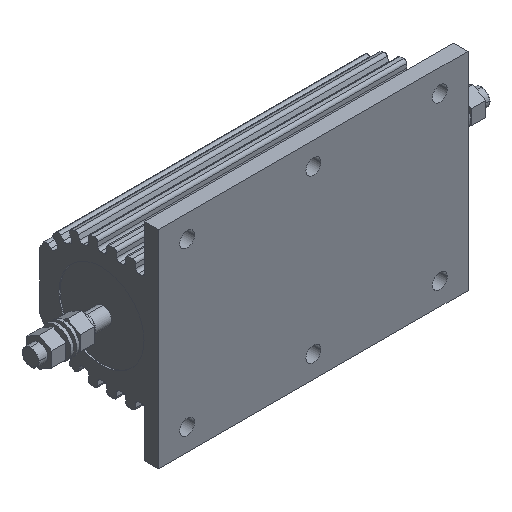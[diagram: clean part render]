
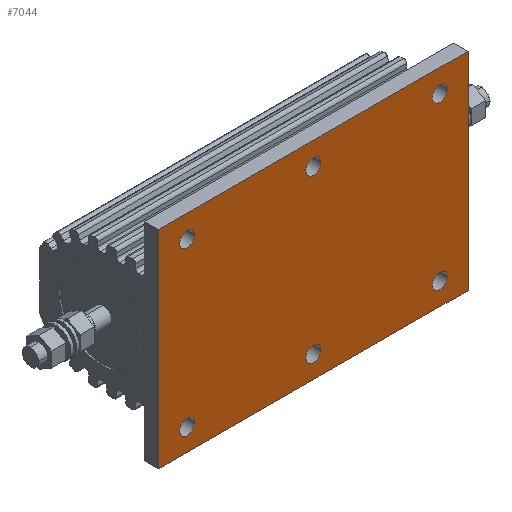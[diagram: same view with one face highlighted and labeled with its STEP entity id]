
A CAD part, isometric view. The second image highlights one B-rep face of the part: STEP entity #7044.
In plain terms, the highlighted planar face has unit normal (0, -1, 0).
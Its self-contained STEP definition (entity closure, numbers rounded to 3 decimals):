
#457=DIRECTION('',(0.,0.,-1.));
#458=VECTOR('',#457,73.);
#459=CARTESIAN_POINT('',(-54.45,0.,36.5));
#460=LINE('',#459,#458);
#1467=DIRECTION('',(0.,0.,1.));
#1468=VECTOR('',#1467,73.);
#1469=CARTESIAN_POINT('',(54.45,0.,-36.5));
#1470=LINE('',#1469,#1468);
#3320=DIRECTION('',(-1.,0.,0.));
#3321=VECTOR('',#3320,108.9);
#3322=CARTESIAN_POINT('',(54.45,0.,-36.5));
#3323=LINE('',#3322,#3321);
#3327=DIRECTION('',(1.,0.,0.));
#3328=VECTOR('',#3327,108.9);
#3329=CARTESIAN_POINT('',(-54.45,0.,36.5));
#3330=LINE('',#3329,#3328);
#3334=CARTESIAN_POINT('',(0.,0.,-28.6));
#3335=DIRECTION('',(0.,1.,0.));
#3336=DIRECTION('',(1.,0.,0.));
#3337=AXIS2_PLACEMENT_3D('',#3334,#3335,#3336);
#3342=CARTESIAN_POINT('',(0.,0.,-28.6));
#3343=DIRECTION('',(0.,1.,0.));
#3344=DIRECTION('',(-1.,0.,0.));
#3345=AXIS2_PLACEMENT_3D('',#3342,#3343,#3344);
#3350=CARTESIAN_POINT('',(0.,0.,28.6));
#3351=DIRECTION('',(0.,1.,0.));
#3352=DIRECTION('',(1.,0.,0.));
#3353=AXIS2_PLACEMENT_3D('',#3350,#3351,#3352);
#3358=CARTESIAN_POINT('',(0.,0.,28.6));
#3359=DIRECTION('',(0.,1.,0.));
#3360=DIRECTION('',(-1.,0.,0.));
#3361=AXIS2_PLACEMENT_3D('',#3358,#3359,#3360);
#3366=CARTESIAN_POINT('',(-44.5,0.,28.6));
#3367=DIRECTION('',(0.,1.,0.));
#3368=DIRECTION('',(1.,0.,0.));
#3369=AXIS2_PLACEMENT_3D('',#3366,#3367,#3368);
#3374=CARTESIAN_POINT('',(-44.5,0.,28.6));
#3375=DIRECTION('',(0.,1.,0.));
#3376=DIRECTION('',(-1.,0.,0.));
#3377=AXIS2_PLACEMENT_3D('',#3374,#3375,#3376);
#3382=CARTESIAN_POINT('',(-44.5,0.,-28.6));
#3383=DIRECTION('',(0.,1.,0.));
#3384=DIRECTION('',(1.,0.,0.));
#3385=AXIS2_PLACEMENT_3D('',#3382,#3383,#3384);
#3390=CARTESIAN_POINT('',(-44.5,0.,-28.6));
#3391=DIRECTION('',(0.,1.,0.));
#3392=DIRECTION('',(-1.,0.,0.));
#3393=AXIS2_PLACEMENT_3D('',#3390,#3391,#3392);
#3398=CARTESIAN_POINT('',(44.5,0.,-28.6));
#3399=DIRECTION('',(0.,1.,0.));
#3400=DIRECTION('',(1.,0.,0.));
#3401=AXIS2_PLACEMENT_3D('',#3398,#3399,#3400);
#3406=CARTESIAN_POINT('',(44.5,0.,-28.6));
#3407=DIRECTION('',(0.,1.,0.));
#3408=DIRECTION('',(-1.,0.,0.));
#3409=AXIS2_PLACEMENT_3D('',#3406,#3407,#3408);
#3414=CARTESIAN_POINT('',(44.5,0.,28.6));
#3415=DIRECTION('',(0.,1.,0.));
#3416=DIRECTION('',(1.,0.,0.));
#3417=AXIS2_PLACEMENT_3D('',#3414,#3415,#3416);
#3422=CARTESIAN_POINT('',(44.5,0.,28.6));
#3423=DIRECTION('',(0.,1.,0.));
#3424=DIRECTION('',(-1.,0.,0.));
#3425=AXIS2_PLACEMENT_3D('',#3422,#3423,#3424);
#3773=CARTESIAN_POINT('',(-54.45,0.,36.5));
#3774=CARTESIAN_POINT('',(54.45,0.,36.5));
#3775=VERTEX_POINT('',#3773);
#3776=VERTEX_POINT('',#3774);
#3777=CARTESIAN_POINT('',(54.45,0.,-36.5));
#3778=CARTESIAN_POINT('',(-54.45,0.,-36.5));
#3779=VERTEX_POINT('',#3777);
#3780=VERTEX_POINT('',#3778);
#3797=CARTESIAN_POINT('',(2.65,0.,-28.6));
#3798=CARTESIAN_POINT('',(-2.65,0.,-28.6));
#3799=VERTEX_POINT('',#3797);
#3800=VERTEX_POINT('',#3798);
#3801=CARTESIAN_POINT('',(2.65,0.,28.6));
#3802=CARTESIAN_POINT('',(-2.65,0.,28.6));
#3803=VERTEX_POINT('',#3801);
#3804=VERTEX_POINT('',#3802);
#3805=CARTESIAN_POINT('',(-41.85,0.,28.6));
#3806=CARTESIAN_POINT('',(-47.15,0.,28.6));
#3807=VERTEX_POINT('',#3805);
#3808=VERTEX_POINT('',#3806);
#3809=CARTESIAN_POINT('',(-41.85,0.,-28.6));
#3810=CARTESIAN_POINT('',(-47.15,0.,-28.6));
#3811=VERTEX_POINT('',#3809);
#3812=VERTEX_POINT('',#3810);
#4197=CARTESIAN_POINT('',(47.15,0.,-28.6));
#4198=CARTESIAN_POINT('',(41.85,0.,-28.6));
#4199=VERTEX_POINT('',#4197);
#4200=VERTEX_POINT('',#4198);
#4201=CARTESIAN_POINT('',(47.15,0.,28.6));
#4202=CARTESIAN_POINT('',(41.85,0.,28.6));
#4203=VERTEX_POINT('',#4201);
#4204=VERTEX_POINT('',#4202);
#6996=CARTESIAN_POINT('',(-54.45,0.,23.));
#6997=DIRECTION('',(0.,-1.,0.));
#6998=DIRECTION('',(0.,0.,-1.));
#6999=AXIS2_PLACEMENT_3D('',#6996,#6997,#6998);
#7000=PLANE('',#6999);
#7001=ORIENTED_EDGE('',*,*,#5360,.F.);
#7003=ORIENTED_EDGE('',*,*,#7002,.T.);
#7004=ORIENTED_EDGE('',*,*,#4560,.F.);
#7006=ORIENTED_EDGE('',*,*,#7005,.T.);
#7007=EDGE_LOOP('',(#7001,#7003,#7004,#7006));
#7008=FACE_OUTER_BOUND('',#7007,.F.);
#7009=ORIENTED_EDGE('',*,*,#6986,.F.);
#7011=ORIENTED_EDGE('',*,*,#7010,.F.);
#7012=EDGE_LOOP('',(#7009,#7011));
#7013=FACE_BOUND('',#7012,.F.);
#7015=ORIENTED_EDGE('',*,*,#7014,.F.);
#7017=ORIENTED_EDGE('',*,*,#7016,.F.);
#7018=EDGE_LOOP('',(#7015,#7017));
#7019=FACE_BOUND('',#7018,.F.);
#7021=ORIENTED_EDGE('',*,*,#7020,.F.);
#7023=ORIENTED_EDGE('',*,*,#7022,.F.);
#7024=EDGE_LOOP('',(#7021,#7023));
#7025=FACE_BOUND('',#7024,.F.);
#7027=ORIENTED_EDGE('',*,*,#7026,.F.);
#7029=ORIENTED_EDGE('',*,*,#7028,.F.);
#7030=EDGE_LOOP('',(#7027,#7029));
#7031=FACE_BOUND('',#7030,.F.);
#7033=ORIENTED_EDGE('',*,*,#7032,.F.);
#7035=ORIENTED_EDGE('',*,*,#7034,.F.);
#7036=EDGE_LOOP('',(#7033,#7035));
#7037=FACE_BOUND('',#7036,.F.);
#7039=ORIENTED_EDGE('',*,*,#7038,.F.);
#7041=ORIENTED_EDGE('',*,*,#7040,.F.);
#7042=EDGE_LOOP('',(#7039,#7041));
#7043=FACE_BOUND('',#7042,.F.);
#7044=ADVANCED_FACE('',(#7008,#7013,#7019,#7025,#7031,#7037,#7043),#7000,.T.);
#3338=CIRCLE('',#3337,2.65);
#3346=CIRCLE('',#3345,2.65);
#3354=CIRCLE('',#3353,2.65);
#3362=CIRCLE('',#3361,2.65);
#3370=CIRCLE('',#3369,2.65);
#3378=CIRCLE('',#3377,2.65);
#3386=CIRCLE('',#3385,2.65);
#3394=CIRCLE('',#3393,2.65);
#3402=CIRCLE('',#3401,2.65);
#3410=CIRCLE('',#3409,2.65);
#3418=CIRCLE('',#3417,2.65);
#3426=CIRCLE('',#3425,2.65);
#4560=EDGE_CURVE('',#3775,#3780,#460,.T.);
#5360=EDGE_CURVE('',#3779,#3776,#1470,.T.);
#6986=EDGE_CURVE('',#3799,#3800,#3338,.T.);
#7002=EDGE_CURVE('',#3779,#3780,#3323,.T.);
#7005=EDGE_CURVE('',#3775,#3776,#3330,.T.);
#7010=EDGE_CURVE('',#3800,#3799,#3346,.T.);
#7014=EDGE_CURVE('',#3803,#3804,#3354,.T.);
#7016=EDGE_CURVE('',#3804,#3803,#3362,.T.);
#7020=EDGE_CURVE('',#3807,#3808,#3370,.T.);
#7022=EDGE_CURVE('',#3808,#3807,#3378,.T.);
#7026=EDGE_CURVE('',#3811,#3812,#3386,.T.);
#7028=EDGE_CURVE('',#3812,#3811,#3394,.T.);
#7032=EDGE_CURVE('',#4199,#4200,#3402,.T.);
#7034=EDGE_CURVE('',#4200,#4199,#3410,.T.);
#7038=EDGE_CURVE('',#4203,#4204,#3418,.T.);
#7040=EDGE_CURVE('',#4204,#4203,#3426,.T.);
